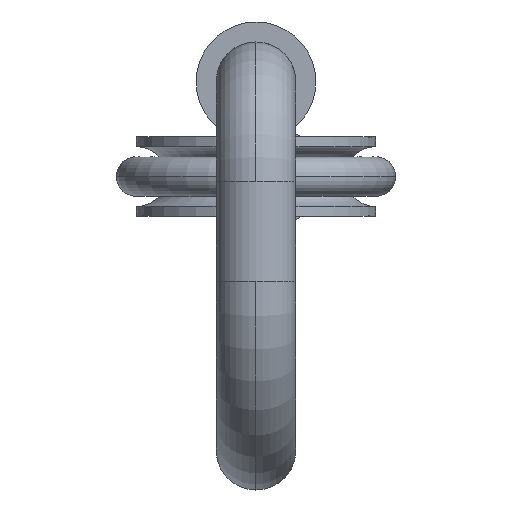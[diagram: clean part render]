
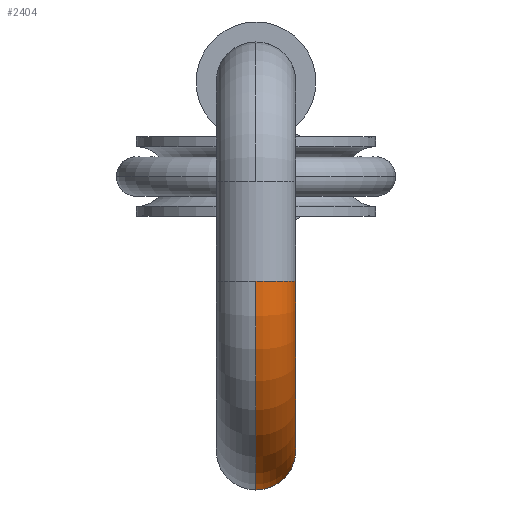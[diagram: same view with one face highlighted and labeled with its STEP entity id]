
A CAD part, left-side view. The second image highlights one B-rep face of the part: STEP entity #2404.
In plain terms, the highlighted toroidal (fillet/blend) face has major radius 17 mm and minor radius 4 mm.
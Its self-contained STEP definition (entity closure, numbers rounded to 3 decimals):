
#21 = CARTESIAN_POINT ( 'NONE',  ( 43., 10.5, 0. ) ) ;
#150 = CARTESIAN_POINT ( 'NONE',  ( 43., 10.5, 0. ) ) ;
#468 = CARTESIAN_POINT ( 'NONE',  ( 60., 10.5, 0. ) ) ;
#496 = VERTEX_POINT ( 'NONE', #2939 ) ;
#523 = DIRECTION ( 'NONE',  ( 0., 0., 1. ) ) ;
#571 = DIRECTION ( 'NONE',  ( 1., 0., 0. ) ) ;
#578 = EDGE_CURVE ( 'NONE', #3550, #2959, #1677, .T. ) ;
#861 = ORIENTED_EDGE ( 'NONE', *, *, #1944, .F. ) ;
#951 = CIRCLE ( 'NONE', #1835, 21. ) ;
#960 = CIRCLE ( 'NONE', #1042, 4. ) ;
#1042 = AXIS2_PLACEMENT_3D ( 'NONE', #468, #1184, #2862 ) ;
#1184 = DIRECTION ( 'NONE',  ( 0., -1., 0. ) ) ;
#1207 = CARTESIAN_POINT ( 'NONE',  ( 64., 10.5, 0. ) ) ;
#1227 = EDGE_CURVE ( 'NONE', #2636, #3550, #960, .T. ) ;
#1249 = AXIS2_PLACEMENT_3D ( 'NONE', #150, #523, #4066 ) ;
#1325 = CARTESIAN_POINT ( 'NONE',  ( 43., 10.5, 0. ) ) ;
#1344 = CIRCLE ( 'NONE', #3093, 4. ) ;
#1513 = ORIENTED_EDGE ( 'NONE', *, *, #2896, .T. ) ;
#1662 = CARTESIAN_POINT ( 'NONE',  ( 60., 10.5, 4. ) ) ;
#1677 = CIRCLE ( 'NONE', #2503, 4. ) ;
#1804 = EDGE_CURVE ( 'NONE', #496, #2135, #1344, .T. ) ;
#1835 = AXIS2_PLACEMENT_3D ( 'NONE', #1325, #3647, #571 ) ;
#1900 = ORIENTED_EDGE ( 'NONE', *, *, #1804, .T. ) ;
#1944 = EDGE_CURVE ( 'NONE', #2959, #2135, #4316, .T. ) ;
#2107 = ORIENTED_EDGE ( 'NONE', *, *, #578, .F. ) ;
#2135 = VERTEX_POINT ( 'NONE', #4338 ) ;
#2320 = FACE_OUTER_BOUND ( 'NONE', #3547, .T. ) ;
#2404 = ADVANCED_FACE ( 'NONE', ( #2320 ), #2542, .T. ) ;
#2503 = AXIS2_PLACEMENT_3D ( 'NONE', #2662, #3360, #3384 ) ;
#2542 = TOROIDAL_SURFACE ( 'NONE', #2799, 17., 4. ) ;
#2636 = VERTEX_POINT ( 'NONE', #1207 ) ;
#2662 = CARTESIAN_POINT ( 'NONE',  ( 60., 10.5, 0. ) ) ;
#2799 = AXIS2_PLACEMENT_3D ( 'NONE', #21, #4127, #3461 ) ;
#2862 = DIRECTION ( 'NONE',  ( 0., 0., 1. ) ) ;
#2896 = EDGE_CURVE ( 'NONE', #2636, #496, #951, .T. ) ;
#2939 = CARTESIAN_POINT ( 'NONE',  ( 34.475, 29.692, 0. ) ) ;
#2959 = VERTEX_POINT ( 'NONE', #3689 ) ;
#3093 = AXIS2_PLACEMENT_3D ( 'NONE', #4297, #3284, #3619 ) ;
#3284 = DIRECTION ( 'NONE',  ( 0.914, 0.406, 0. ) ) ;
#3360 = DIRECTION ( 'NONE',  ( 0., -1., 0. ) ) ;
#3384 = DIRECTION ( 'NONE',  ( 0., 0., 1. ) ) ;
#3461 = DIRECTION ( 'NONE',  ( 1., 0., 0. ) ) ;
#3547 = EDGE_LOOP ( 'NONE', ( #3605, #1513, #1900, #861, #2107 ) ) ;
#3550 = VERTEX_POINT ( 'NONE', #1662 ) ;
#3605 = ORIENTED_EDGE ( 'NONE', *, *, #1227, .F. ) ;
#3619 = DIRECTION ( 'NONE',  ( 0., 0., 1. ) ) ;
#3647 = DIRECTION ( 'NONE',  ( 0., 0., 1. ) ) ;
#3689 = CARTESIAN_POINT ( 'NONE',  ( 56., 10.5, 0. ) ) ;
#4066 = DIRECTION ( 'NONE',  ( 1., 0., 0. ) ) ;
#4127 = DIRECTION ( 'NONE',  ( 0., 0., 1. ) ) ;
#4297 = CARTESIAN_POINT ( 'NONE',  ( 36.098, 26.036, 0. ) ) ;
#4316 = CIRCLE ( 'NONE', #1249, 13. ) ;
#4338 = CARTESIAN_POINT ( 'NONE',  ( 37.722, 22.38, 0. ) ) ;
